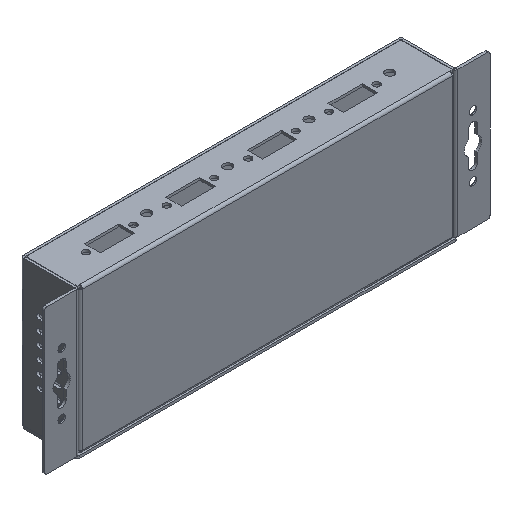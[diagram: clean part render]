
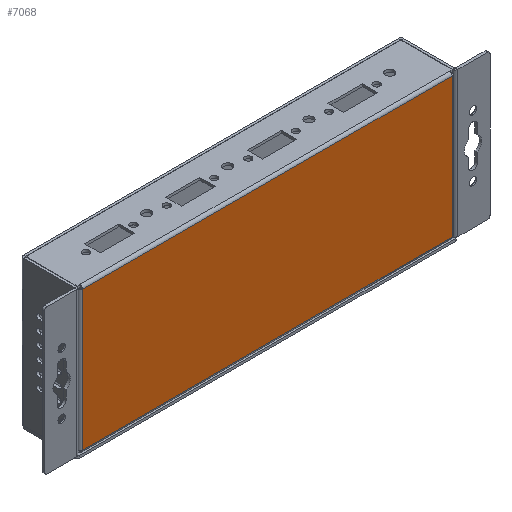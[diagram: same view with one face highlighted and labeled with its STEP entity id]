
A CAD part, isometric view. The second image highlights one B-rep face of the part: STEP entity #7068.
In plain terms, the highlighted planar face has unit normal (0, -1, 0).
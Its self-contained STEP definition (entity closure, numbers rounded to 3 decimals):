
#912=FACE_OUTER_BOUND('',#1386,.T.);
#1386=EDGE_LOOP('',(#5239,#5240,#5241,#5242));
#1892=LINE('',#10273,#2537);
#1900=LINE('',#10298,#2545);
#1909=LINE('',#10322,#2554);
#1922=LINE('',#10358,#2567);
#2537=VECTOR('',#8466,10.);
#2545=VECTOR('',#8500,10.);
#2554=VECTOR('',#8529,10.);
#2567=VECTOR('',#8580,10.);
#3215=VERTEX_POINT('',#10270);
#3216=VERTEX_POINT('',#10272);
#3220=VERTEX_POINT('',#10297);
#3225=VERTEX_POINT('',#10320);
#3935=EDGE_CURVE('',#3216,#3215,#1892,.T.);
#3948=EDGE_CURVE('',#3220,#3216,#1900,.T.);
#3962=EDGE_CURVE('',#3215,#3225,#1909,.T.);
#3980=EDGE_CURVE('',#3225,#3220,#1922,.T.);
#5239=ORIENTED_EDGE('',*,*,#3935,.T.);
#5240=ORIENTED_EDGE('',*,*,#3962,.T.);
#5241=ORIENTED_EDGE('',*,*,#3980,.T.);
#5242=ORIENTED_EDGE('',*,*,#3948,.T.);
#6802=PLANE('',#7632);
#7068=ADVANCED_FACE('',(#912),#6802,.F.);
#7632=AXIS2_PLACEMENT_3D('',#10362,#8586,#8587);
#8466=DIRECTION('',(1.,0.,0.));
#8500=DIRECTION('',(0.,0.,-1.));
#8529=DIRECTION('',(0.,0.,1.));
#8580=DIRECTION('',(-1.,0.,0.));
#8586=DIRECTION('center_axis',(0.,1.,0.));
#8587=DIRECTION('ref_axis',(0.,0.,1.));
#10270=CARTESIAN_POINT('',(74.275,0.,-28.025));
#10272=CARTESIAN_POINT('',(-74.275,0.,-28.025));
#10273=CARTESIAN_POINT('',(-37.138,0.,-28.025));
#10297=CARTESIAN_POINT('',(-74.275,0.,28.025));
#10298=CARTESIAN_POINT('',(-74.275,0.,14.013));
#10320=CARTESIAN_POINT('',(74.275,0.,28.025));
#10322=CARTESIAN_POINT('',(74.275,0.,-14.563));
#10358=CARTESIAN_POINT('',(37.688,0.,28.025));
#10362=CARTESIAN_POINT('Origin',(0.,0.,0.));
